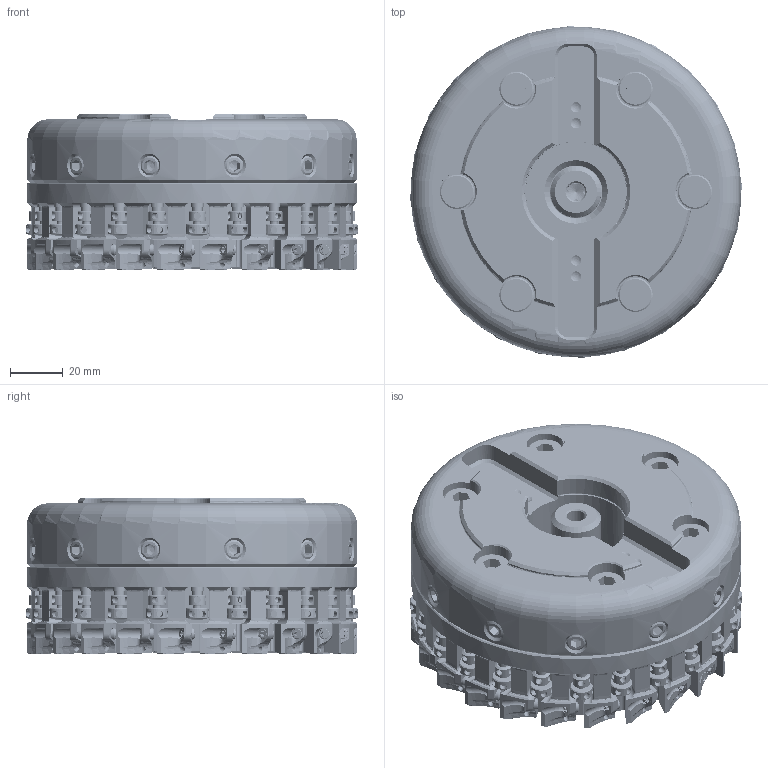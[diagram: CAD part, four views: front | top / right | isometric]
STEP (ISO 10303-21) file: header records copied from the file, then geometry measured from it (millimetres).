
FILE_DESCRIPTION(/* description */ (''),/* implementation_level */ '2;1');
FILE_NAME(/* name */ 'FMAXUR0524E.stp',/* time_stamp */ '2021-09-08T11:39:36+09:00',/* author */ (''),/* organization */ (''),/* preprocessor_version */ 'ST-DEVELOPER v16',/* originating_system */ 'SIEMENS PLM Software NX 10.0',/* authorisation */ '');
FILE_SCHEMA (('AUTOMOTIVE_DESIGN { 1 0 10303 214 3 1 1 1 }'));
Products named in the file (1): FMAXUR0524E_ASM
Bounding box: 125.6 x 125.6 x 59 mm (x, y, z)
Volume: 579759.6 mm3; surface area: 154060.2 mm2
Topology: 93 solids, 93 shells, 4305 faces, 10884 edges, 7166 vertices
Faces by surface type: cylinder 1932, plane 1161, cone 784, torus 348, bspline 48, sphere 32
Entity records: 169102 total; most frequent: CARTESIAN_POINT 61774, DIRECTION 22484, ORIENTED_EDGE 21576, EDGE_CURVE 10788, AXIS2_PLACEMENT_3D 9227, VERTEX_POINT 6832, EDGE_LOOP 4828, CIRCLE 4565
